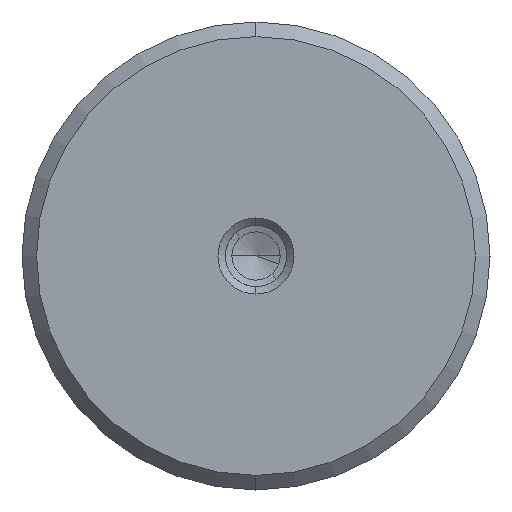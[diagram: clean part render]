
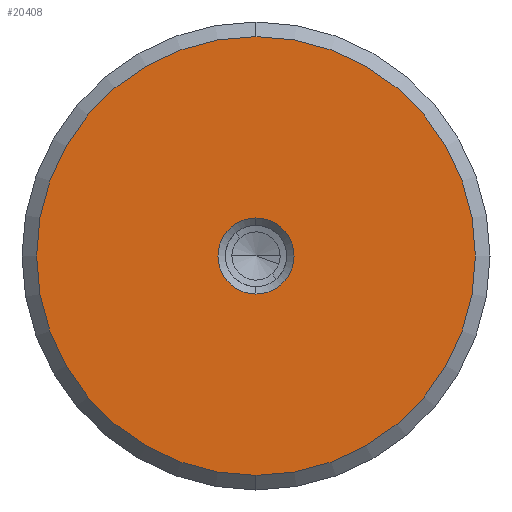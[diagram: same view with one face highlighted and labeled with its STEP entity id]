
A CAD part, left-side view. The second image highlights one B-rep face of the part: STEP entity #20408.
In plain terms, the highlighted planar face has unit normal (-1, 0, 0).
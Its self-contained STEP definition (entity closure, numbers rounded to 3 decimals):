
#33 = DIRECTION ( 'NONE',  ( 0., 0., 1. ) ) ;
#180 = CARTESIAN_POINT ( 'NONE',  ( 0., 0., 15. ) ) ;
#313 = CIRCLE ( 'NONE', #10696, 15. ) ;
#375 = CARTESIAN_POINT ( 'NONE',  ( 0., 0., 0. ) ) ;
#1121 = EDGE_CURVE ( 'NONE', #23683, #15489, #15389, .T. ) ;
#1277 = ORIENTED_EDGE ( 'NONE', *, *, #1121, .F. ) ;
#1448 = EDGE_CURVE ( 'NONE', #13502, #22354, #313, .T. ) ;
#1697 = CARTESIAN_POINT ( 'NONE',  ( 0., 0., 0. ) ) ;
#1722 = DIRECTION ( 'NONE',  ( -1., 0., 0. ) ) ;
#1756 = DIRECTION ( 'NONE',  ( 0., 0., 1. ) ) ;
#2133 = DIRECTION ( 'NONE',  ( 0., 0., 1. ) ) ;
#2142 = CARTESIAN_POINT ( 'NONE',  ( 0., 2.6, 0. ) ) ;
#3919 = AXIS2_PLACEMENT_3D ( 'NONE', #4183, #4180, #4145 ) ;
#4145 = DIRECTION ( 'NONE',  ( 0., 0., 1. ) ) ;
#4180 = DIRECTION ( 'NONE',  ( -1., 0., 0. ) ) ;
#4183 = CARTESIAN_POINT ( 'NONE',  ( 0., 0., 0. ) ) ;
#5081 = ORIENTED_EDGE ( 'NONE', *, *, #22296, .F. ) ;
#5938 = CARTESIAN_POINT ( 'NONE',  ( 0., 0., -15. ) ) ;
#6082 = CIRCLE ( 'NONE', #19166, 2.6 ) ;
#6619 = PLANE ( 'NONE',  #6726 ) ;
#6659 = CIRCLE ( 'NONE', #26431, 15. ) ;
#6726 = AXIS2_PLACEMENT_3D ( 'NONE', #2142, #21366, #8779 ) ;
#8779 = DIRECTION ( 'NONE',  ( 0., 0., -1. ) ) ;
#10696 = AXIS2_PLACEMENT_3D ( 'NONE', #1697, #1722, #1756 ) ;
#11512 = CARTESIAN_POINT ( 'NONE',  ( 0., 0., 2.6 ) ) ;
#12859 = DIRECTION ( 'NONE',  ( -1., 0., 0. ) ) ;
#13003 = EDGE_LOOP ( 'NONE', ( #1277, #5081 ) ) ;
#13502 = VERTEX_POINT ( 'NONE', #5938 ) ;
#14946 = DIRECTION ( 'NONE',  ( -1., 0., 0. ) ) ;
#15325 = CARTESIAN_POINT ( 'NONE',  ( 0., 0., -2.6 ) ) ;
#15389 = CIRCLE ( 'NONE', #3919, 2.6 ) ;
#15489 = VERTEX_POINT ( 'NONE', #15325 ) ;
#16774 = FACE_OUTER_BOUND ( 'NONE', #17921, .T. ) ;
#16863 = EDGE_CURVE ( 'NONE', #22354, #13502, #6659, .T. ) ;
#17921 = EDGE_LOOP ( 'NONE', ( #23226, #18661 ) ) ;
#18661 = ORIENTED_EDGE ( 'NONE', *, *, #16863, .T. ) ;
#19166 = AXIS2_PLACEMENT_3D ( 'NONE', #375, #14946, #2133 ) ;
#20408 = ADVANCED_FACE ( 'NONE', ( #27268, #16774 ), #6619, .F. ) ;
#21366 = DIRECTION ( 'NONE',  ( 1., 0., 0. ) ) ;
#22296 = EDGE_CURVE ( 'NONE', #15489, #23683, #6082, .T. ) ;
#22354 = VERTEX_POINT ( 'NONE', #180 ) ;
#23226 = ORIENTED_EDGE ( 'NONE', *, *, #1448, .T. ) ;
#23683 = VERTEX_POINT ( 'NONE', #11512 ) ;
#25459 = CARTESIAN_POINT ( 'NONE',  ( 0., 0., 0. ) ) ;
#26431 = AXIS2_PLACEMENT_3D ( 'NONE', #25459, #12859, #33 ) ;
#27268 = FACE_BOUND ( 'NONE', #13003, .T. ) ;
